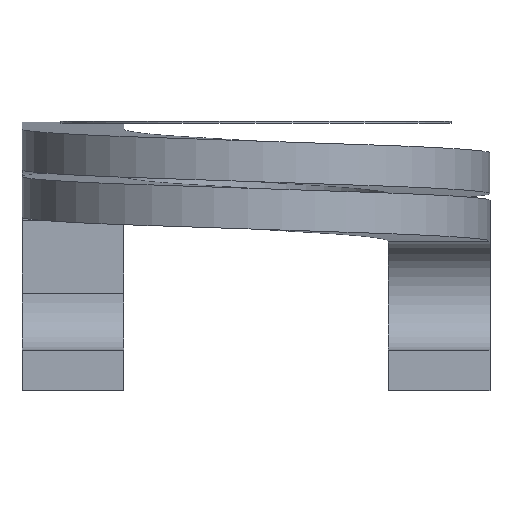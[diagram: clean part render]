
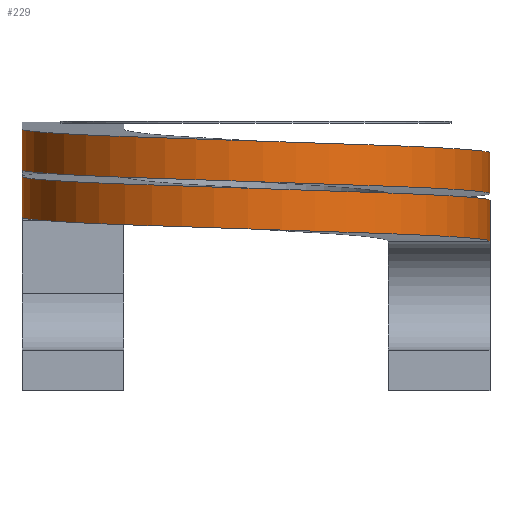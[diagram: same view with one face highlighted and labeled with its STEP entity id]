
A CAD part, front view. The second image highlights one B-rep face of the part: STEP entity #229.
In plain terms, the highlighted cylindrical face has radius 5.75 mm (diameter 11.5 mm), a partial arc.
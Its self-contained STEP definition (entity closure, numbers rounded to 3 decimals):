
#229 = ADVANCED_FACE( '', ( #499 ), #500, .T. );
#499 = FACE_OUTER_BOUND( '', #832, .T. );
#500 = CYLINDRICAL_SURFACE( '', #833, 5.75 );
#832 = EDGE_LOOP( '', ( #1565, #1566, #1567, #1568 ) );
#833 = AXIS2_PLACEMENT_3D( '', #1569, #1570, #1571 );
#1565 = ORIENTED_EDGE( '', *, *, #2505, .F. );
#1566 = ORIENTED_EDGE( '', *, *, #2506, .F. );
#1567 = ORIENTED_EDGE( '', *, *, #2507, .T. );
#1568 = ORIENTED_EDGE( '', *, *, #2508, .T. );
#1569 = CARTESIAN_POINT( '', ( 0., 0., -1.25 ) );
#1570 = DIRECTION( '', ( 0., 0., -1. ) );
#1571 = DIRECTION( '', ( 1., 0., 0. ) );
#2505 = EDGE_CURVE( '', #2737, #2963, #2964, .T. );
#2506 = EDGE_CURVE( '', #2965, #2737, #2966, .T. );
#2507 = EDGE_CURVE( '', #2965, #2725, #2967, .T. );
#2508 = EDGE_CURVE( '', #2725, #2963, #2968, .T. );
#2725 = VERTEX_POINT( '', #3259 );
#2737 = VERTEX_POINT( '', #3276 );
#2963 = VERTEX_POINT( '', #3836 );
#2964 = LINE( '', #3837, #3838 );
#2965 = VERTEX_POINT( '', #3839 );
#2966 = ( BOUNDED_CURVE(  )B_SPLINE_CURVE( 2, ( #3842, #3843, #3844, #3845, #3846, #3847, #3848, #3849, #3850, #3851, #3852, #3853, #3854, #3855, #3856, #3857, #3858, #3859, #3860 ), .UNSPECIFIED., .F., .F. )B_SPLINE_CURVE_WITH_KNOTS( ( 3, 2, 2, 2, 2, 2, 2, 2, 2, 3 ), ( 0., 0.083, 0.167, 0.25, 0.333, 0.417, 0.5, 0.583, 0.667, 0.75 ), .UNSPECIFIED. )CURVE(  )GEOMETRIC_REPRESENTATION_ITEM(  )RATIONAL_B_SPLINE_CURVE( ( 1., 0.866, 1., 0.866, 1., 0.866, 1., 0.866, 1., 0.866, 1., 0.866, 1., 0.866, 1., 0.866, 1., 0.866, 1. ) )REPRESENTATION_ITEM( '' ) );
#2967 = LINE( '', #3866, #3867 );
#2968 = ( BOUNDED_CURVE(  )B_SPLINE_CURVE( 2, ( #3870, #3871, #3872, #3873, #3874, #3875, #3876, #3877, #3878, #3879, #3880, #3881, #3882, #3883, #3884, #3885, #3886, #3887, #3888 ), .UNSPECIFIED., .F., .F. )B_SPLINE_CURVE_WITH_KNOTS( ( 3, 2, 2, 2, 2, 2, 2, 2, 2, 3 ), ( 0., 0.083, 0.167, 0.25, 0.333, 0.417, 0.5, 0.583, 0.667, 0.75 ), .UNSPECIFIED. )CURVE(  )GEOMETRIC_REPRESENTATION_ITEM(  )RATIONAL_B_SPLINE_CURVE( ( 1., 0.866, 1., 0.866, 1., 0.866, 1., 0.866, 1., 0.866, 1., 0.866, 1., 0.866, 1., 0.866, 1., 0.866, 1. ) )REPRESENTATION_ITEM( '' ) );
#3259 = CARTESIAN_POINT( '', ( 5.75, 0., 0.5 ) );
#3276 = CARTESIAN_POINT( '', ( -5.75, 0., 1.25 ) );
#3836 = CARTESIAN_POINT( '', ( -5.75, 0., 2.25 ) );
#3837 = CARTESIAN_POINT( '', ( -5.75, 0., 1.25 ) );
#3838 = VECTOR( '', #4747, 1000. );
#3839 = CARTESIAN_POINT( '', ( 5.75, 0., -0.5 ) );
#3842 = CARTESIAN_POINT( '', ( 5.75, 0., -0.5 ) );
#3843 = CARTESIAN_POINT( '', ( 5.75, -3.32, -0.403 ) );
#3844 = CARTESIAN_POINT( '', ( 2.875, -4.98, -0.306 ) );
#3845 = CARTESIAN_POINT( '', ( 0., -6.64, -0.208 ) );
#3846 = CARTESIAN_POINT( '', ( -2.875, -4.98, -0.111 ) );
#3847 = CARTESIAN_POINT( '', ( -5.75, -3.32, -0.014 ) );
#3848 = CARTESIAN_POINT( '', ( -5.75, 0., 0.083 ) );
#3849 = CARTESIAN_POINT( '', ( -5.75, 3.32, 0.181 ) );
#3850 = CARTESIAN_POINT( '', ( -2.875, 4.98, 0.278 ) );
#3851 = CARTESIAN_POINT( '', ( 0., 6.64, 0.375 ) );
#3852 = CARTESIAN_POINT( '', ( 2.875, 4.98, 0.472 ) );
#3853 = CARTESIAN_POINT( '', ( 5.75, 3.32, 0.569 ) );
#3854 = CARTESIAN_POINT( '', ( 5.75, 0., 0.667 ) );
#3855 = CARTESIAN_POINT( '', ( 5.75, -3.32, 0.764 ) );
#3856 = CARTESIAN_POINT( '', ( 2.875, -4.98, 0.861 ) );
#3857 = CARTESIAN_POINT( '', ( 0., -6.64, 0.958 ) );
#3858 = CARTESIAN_POINT( '', ( -2.875, -4.98, 1.056 ) );
#3859 = CARTESIAN_POINT( '', ( -5.75, -3.32, 1.153 ) );
#3860 = CARTESIAN_POINT( '', ( -5.75, 0., 1.25 ) );
#3866 = CARTESIAN_POINT( '', ( 5.75, 0., -0.5 ) );
#3867 = VECTOR( '', #4748, 1000. );
#3870 = CARTESIAN_POINT( '', ( 5.75, 0., 0.5 ) );
#3871 = CARTESIAN_POINT( '', ( 5.75, -3.32, 0.597 ) );
#3872 = CARTESIAN_POINT( '', ( 2.875, -4.98, 0.694 ) );
#3873 = CARTESIAN_POINT( '', ( 0., -6.64, 0.792 ) );
#3874 = CARTESIAN_POINT( '', ( -2.875, -4.98, 0.889 ) );
#3875 = CARTESIAN_POINT( '', ( -5.75, -3.32, 0.986 ) );
#3876 = CARTESIAN_POINT( '', ( -5.75, 0., 1.083 ) );
#3877 = CARTESIAN_POINT( '', ( -5.75, 3.32, 1.181 ) );
#3878 = CARTESIAN_POINT( '', ( -2.875, 4.98, 1.278 ) );
#3879 = CARTESIAN_POINT( '', ( 0., 6.64, 1.375 ) );
#3880 = CARTESIAN_POINT( '', ( 2.875, 4.98, 1.472 ) );
#3881 = CARTESIAN_POINT( '', ( 5.75, 3.32, 1.569 ) );
#3882 = CARTESIAN_POINT( '', ( 5.75, 0., 1.667 ) );
#3883 = CARTESIAN_POINT( '', ( 5.75, -3.32, 1.764 ) );
#3884 = CARTESIAN_POINT( '', ( 2.875, -4.98, 1.861 ) );
#3885 = CARTESIAN_POINT( '', ( 0., -6.64, 1.958 ) );
#3886 = CARTESIAN_POINT( '', ( -2.875, -4.98, 2.056 ) );
#3887 = CARTESIAN_POINT( '', ( -5.75, -3.32, 2.153 ) );
#3888 = CARTESIAN_POINT( '', ( -5.75, 0., 2.25 ) );
#4747 = DIRECTION( '', ( 0., 0., 1. ) );
#4748 = DIRECTION( '', ( 0., 0., 1. ) );
